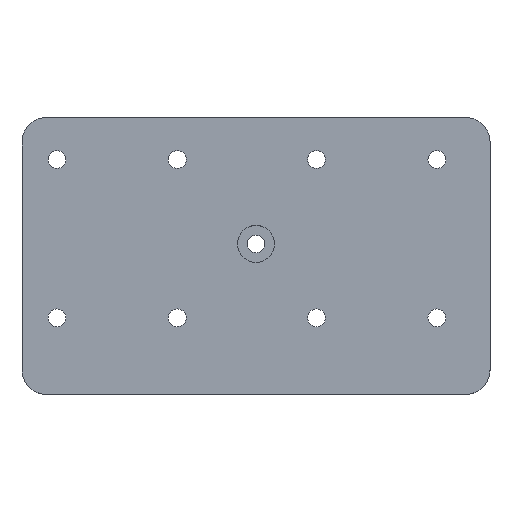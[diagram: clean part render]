
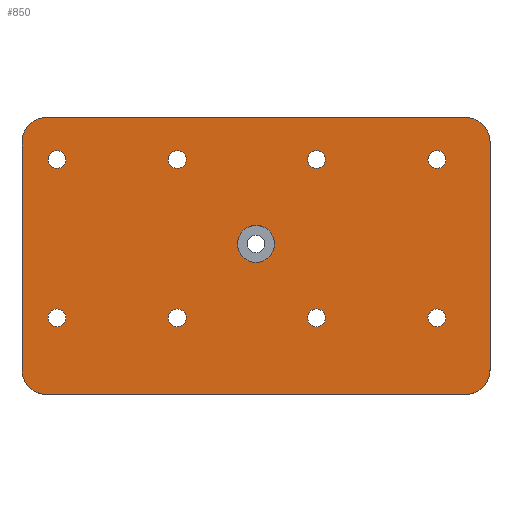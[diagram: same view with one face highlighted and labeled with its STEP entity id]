
A CAD part, top view. The second image highlights one B-rep face of the part: STEP entity #850.
In plain terms, the highlighted planar face has unit normal (0, 0, 1).
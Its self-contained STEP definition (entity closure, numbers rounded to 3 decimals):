
#29=LINE('',#1341,#92);
#30=LINE('',#1345,#93);
#31=LINE('',#1349,#94);
#32=LINE('',#1352,#95);
#92=VECTOR('',#1064,10.);
#93=VECTOR('',#1067,10.);
#94=VECTOR('',#1070,10.);
#95=VECTOR('',#1073,10.);
#170=FACE_BOUND('',#262,.T.);
#171=FACE_BOUND('',#263,.T.);
#172=FACE_BOUND('',#264,.T.);
#173=FACE_BOUND('',#265,.T.);
#174=FACE_BOUND('',#266,.T.);
#175=FACE_BOUND('',#267,.T.);
#176=FACE_BOUND('',#268,.T.);
#177=FACE_BOUND('',#269,.T.);
#178=FACE_BOUND('',#270,.T.);
#207=FACE_OUTER_BOUND('',#261,.T.);
#261=EDGE_LOOP('',(#614,#615,#616,#617,#618,#619,#620,#621));
#262=EDGE_LOOP('',(#622));
#263=EDGE_LOOP('',(#623));
#264=EDGE_LOOP('',(#624));
#265=EDGE_LOOP('',(#625));
#266=EDGE_LOOP('',(#626));
#267=EDGE_LOOP('',(#627));
#268=EDGE_LOOP('',(#628));
#269=EDGE_LOOP('',(#629));
#270=EDGE_LOOP('',(#630));
#336=CIRCLE('',#918,3.);
#338=CIRCLE('',#927,4.);
#339=CIRCLE('',#928,4.);
#340=CIRCLE('',#929,4.);
#341=CIRCLE('',#930,4.);
#342=CIRCLE('',#931,1.45);
#343=CIRCLE('',#932,1.45);
#344=CIRCLE('',#933,1.45);
#345=CIRCLE('',#934,1.45);
#346=CIRCLE('',#935,1.45);
#347=CIRCLE('',#936,1.45);
#348=CIRCLE('',#937,1.45);
#349=CIRCLE('',#938,1.45);
#390=VERTEX_POINT('',#1304);
#400=VERTEX_POINT('',#1337);
#401=VERTEX_POINT('',#1338);
#402=VERTEX_POINT('',#1340);
#403=VERTEX_POINT('',#1342);
#404=VERTEX_POINT('',#1344);
#405=VERTEX_POINT('',#1346);
#406=VERTEX_POINT('',#1348);
#407=VERTEX_POINT('',#1350);
#408=VERTEX_POINT('',#1353);
#409=VERTEX_POINT('',#1355);
#410=VERTEX_POINT('',#1357);
#411=VERTEX_POINT('',#1359);
#412=VERTEX_POINT('',#1361);
#413=VERTEX_POINT('',#1363);
#414=VERTEX_POINT('',#1365);
#415=VERTEX_POINT('',#1367);
#468=EDGE_CURVE('',#390,#390,#336,.T.);
#484=EDGE_CURVE('',#400,#401,#338,.T.);
#485=EDGE_CURVE('',#400,#402,#29,.T.);
#486=EDGE_CURVE('',#403,#402,#339,.T.);
#487=EDGE_CURVE('',#403,#404,#30,.T.);
#488=EDGE_CURVE('',#405,#404,#340,.T.);
#489=EDGE_CURVE('',#405,#406,#31,.T.);
#490=EDGE_CURVE('',#407,#406,#341,.T.);
#491=EDGE_CURVE('',#407,#401,#32,.T.);
#492=EDGE_CURVE('',#408,#408,#342,.T.);
#493=EDGE_CURVE('',#409,#409,#343,.T.);
#494=EDGE_CURVE('',#410,#410,#344,.T.);
#495=EDGE_CURVE('',#411,#411,#345,.T.);
#496=EDGE_CURVE('',#412,#412,#346,.T.);
#497=EDGE_CURVE('',#413,#413,#347,.T.);
#498=EDGE_CURVE('',#414,#414,#348,.T.);
#499=EDGE_CURVE('',#415,#415,#349,.T.);
#614=ORIENTED_EDGE('',*,*,#484,.F.);
#615=ORIENTED_EDGE('',*,*,#485,.T.);
#616=ORIENTED_EDGE('',*,*,#486,.F.);
#617=ORIENTED_EDGE('',*,*,#487,.T.);
#618=ORIENTED_EDGE('',*,*,#488,.F.);
#619=ORIENTED_EDGE('',*,*,#489,.T.);
#620=ORIENTED_EDGE('',*,*,#490,.F.);
#621=ORIENTED_EDGE('',*,*,#491,.T.);
#622=ORIENTED_EDGE('',*,*,#468,.T.);
#623=ORIENTED_EDGE('',*,*,#492,.T.);
#624=ORIENTED_EDGE('',*,*,#493,.T.);
#625=ORIENTED_EDGE('',*,*,#494,.T.);
#626=ORIENTED_EDGE('',*,*,#495,.T.);
#627=ORIENTED_EDGE('',*,*,#496,.T.);
#628=ORIENTED_EDGE('',*,*,#497,.T.);
#629=ORIENTED_EDGE('',*,*,#498,.T.);
#630=ORIENTED_EDGE('',*,*,#499,.T.);
#823=PLANE('',#926);
#850=ADVANCED_FACE('',(#207,#170,#171,#172,#173,#174,#175,#176,#177,#178),
#823,.T.);
#918=AXIS2_PLACEMENT_3D('',#1305,#1030,#1031);
#926=AXIS2_PLACEMENT_3D('',#1336,#1060,#1061);
#927=AXIS2_PLACEMENT_3D('',#1339,#1062,#1063);
#928=AXIS2_PLACEMENT_3D('',#1343,#1065,#1066);
#929=AXIS2_PLACEMENT_3D('',#1347,#1068,#1069);
#930=AXIS2_PLACEMENT_3D('',#1351,#1071,#1072);
#931=AXIS2_PLACEMENT_3D('',#1354,#1074,#1075);
#932=AXIS2_PLACEMENT_3D('',#1356,#1076,#1077);
#933=AXIS2_PLACEMENT_3D('',#1358,#1078,#1079);
#934=AXIS2_PLACEMENT_3D('',#1360,#1080,#1081);
#935=AXIS2_PLACEMENT_3D('',#1362,#1082,#1083);
#936=AXIS2_PLACEMENT_3D('',#1364,#1084,#1085);
#937=AXIS2_PLACEMENT_3D('',#1366,#1086,#1087);
#938=AXIS2_PLACEMENT_3D('',#1368,#1088,#1089);
#1030=DIRECTION('center_axis',(0.,0.,-1.));
#1031=DIRECTION('ref_axis',(1.,0.,0.));
#1060=DIRECTION('center_axis',(0.,0.,1.));
#1061=DIRECTION('ref_axis',(1.,0.,0.));
#1062=DIRECTION('center_axis',(0.,0.,-1.));
#1063=DIRECTION('ref_axis',(-0.707,0.707,0.));
#1064=DIRECTION('',(0.,-1.,0.));
#1065=DIRECTION('center_axis',(0.,0.,-1.));
#1066=DIRECTION('ref_axis',(-0.707,-0.707,0.));
#1067=DIRECTION('',(1.,0.,0.));
#1068=DIRECTION('center_axis',(0.,0.,-1.));
#1069=DIRECTION('ref_axis',(0.707,-0.707,0.));
#1070=DIRECTION('',(0.,1.,0.));
#1071=DIRECTION('center_axis',(0.,0.,-1.));
#1072=DIRECTION('ref_axis',(0.707,0.707,0.));
#1073=DIRECTION('',(-1.,0.,0.));
#1074=DIRECTION('center_axis',(0.,0.,-1.));
#1075=DIRECTION('ref_axis',(-1.,0.,0.));
#1076=DIRECTION('center_axis',(0.,0.,-1.));
#1077=DIRECTION('ref_axis',(-1.,0.,0.));
#1078=DIRECTION('center_axis',(0.,0.,-1.));
#1079=DIRECTION('ref_axis',(-1.,0.,0.));
#1080=DIRECTION('center_axis',(0.,0.,-1.));
#1081=DIRECTION('ref_axis',(-1.,0.,0.));
#1082=DIRECTION('center_axis',(0.,0.,-1.));
#1083=DIRECTION('ref_axis',(-1.,0.,0.));
#1084=DIRECTION('center_axis',(0.,0.,-1.));
#1085=DIRECTION('ref_axis',(-1.,0.,0.));
#1086=DIRECTION('center_axis',(0.,0.,-1.));
#1087=DIRECTION('ref_axis',(-1.,0.,0.));
#1088=DIRECTION('center_axis',(0.,0.,-1.));
#1089=DIRECTION('ref_axis',(-1.,0.,0.));
#1304=CARTESIAN_POINT('',(-22.6,0.,4.));
#1305=CARTESIAN_POINT('Origin',(-19.6,0.,4.));
#1336=CARTESIAN_POINT('Origin',(-19.6,-1.95,4.));
#1337=CARTESIAN_POINT('',(-57.6,16.55,4.));
#1338=CARTESIAN_POINT('',(-53.6,20.55,4.));
#1339=CARTESIAN_POINT('Origin',(-53.6,16.55,4.));
#1340=CARTESIAN_POINT('',(-57.6,-20.45,4.));
#1341=CARTESIAN_POINT('',(-57.6,-24.45,4.));
#1342=CARTESIAN_POINT('',(-53.6,-24.45,4.));
#1343=CARTESIAN_POINT('Origin',(-53.6,-20.45,4.));
#1344=CARTESIAN_POINT('',(14.4,-24.45,4.));
#1345=CARTESIAN_POINT('',(18.4,-24.45,4.));
#1346=CARTESIAN_POINT('',(18.4,-20.45,4.));
#1347=CARTESIAN_POINT('Origin',(14.4,-20.45,4.));
#1348=CARTESIAN_POINT('',(18.4,16.55,4.));
#1349=CARTESIAN_POINT('',(18.4,20.55,4.));
#1350=CARTESIAN_POINT('',(14.4,20.55,4.));
#1351=CARTESIAN_POINT('Origin',(14.4,16.55,4.));
#1352=CARTESIAN_POINT('',(-57.6,20.55,4.));
#1353=CARTESIAN_POINT('',(8.325,-12.,4.));
#1354=CARTESIAN_POINT('Origin',(9.775,-12.,4.));
#1355=CARTESIAN_POINT('',(8.325,13.7,4.));
#1356=CARTESIAN_POINT('Origin',(9.775,13.7,4.));
#1357=CARTESIAN_POINT('',(-33.825,13.7,4.));
#1358=CARTESIAN_POINT('Origin',(-32.375,13.7,4.));
#1359=CARTESIAN_POINT('',(-53.375,-12.,4.));
#1360=CARTESIAN_POINT('Origin',(-51.925,-12.,4.));
#1361=CARTESIAN_POINT('',(-53.375,13.7,4.));
#1362=CARTESIAN_POINT('Origin',(-51.925,13.7,4.));
#1363=CARTESIAN_POINT('',(-33.825,-12.,4.));
#1364=CARTESIAN_POINT('Origin',(-32.375,-12.,4.));
#1365=CARTESIAN_POINT('',(-11.225,13.7,4.));
#1366=CARTESIAN_POINT('Origin',(-9.775,13.7,4.));
#1367=CARTESIAN_POINT('',(-11.225,-12.,4.));
#1368=CARTESIAN_POINT('Origin',(-9.775,-12.,4.));
